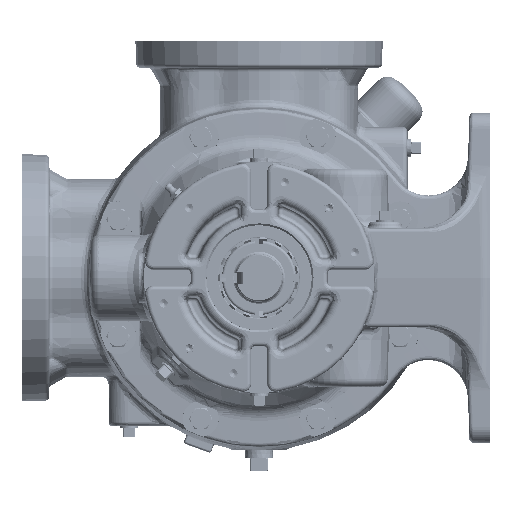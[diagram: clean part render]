
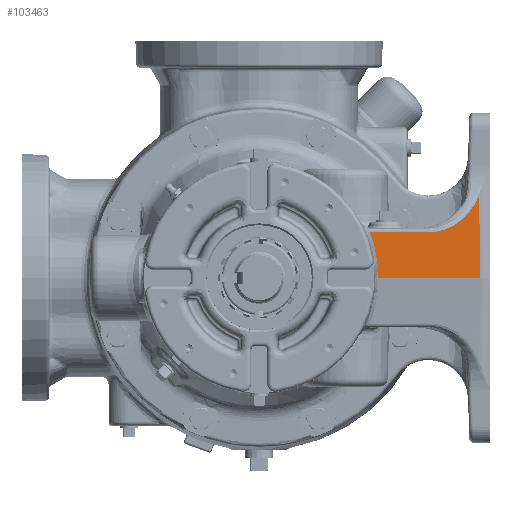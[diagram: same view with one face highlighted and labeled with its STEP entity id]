
A CAD part, left-side view. The second image highlights one B-rep face of the part: STEP entity #103463.
In plain terms, the highlighted planar face has unit normal (-0.642, -0.766, 0.035).
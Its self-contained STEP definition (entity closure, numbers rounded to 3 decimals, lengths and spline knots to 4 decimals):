
#1120 = ORIENTED_EDGE ( 'NONE', *, *, #183976, .T. ) ;
#7493 = CARTESIAN_POINT ( 'NONE',  ( -9.894, -3.3636, 1.3842 ) ) ;
#12269 = EDGE_CURVE ( 'NONE', #52296, #178148, #237479, .T. ) ;
#20586 = LINE ( 'NONE', #200293, #246620 ) ;
#27984 = CARTESIAN_POINT ( 'NONE',  ( -5.9831, -6.7083, 0. ) ) ;
#39397 = LINE ( 'NONE', #226335, #134711 ) ;
#49889 = CARTESIAN_POINT ( 'NONE',  ( -7.7607, -5.1537, 1.3842 ) ) ;
#52296 = VERTEX_POINT ( 'NONE', #27984 ) ;
#54389 = CARTESIAN_POINT ( 'NONE',  ( -9.667, -3.6172, 0. ) ) ;
#55936 = CARTESIAN_POINT ( 'NONE',  ( -9.667, -3.6172, 0. ) ) ;
#57145 =( BOUNDED_CURVE ( )  B_SPLINE_CURVE ( 3, ( #165780, #256301, #143493, #54389 ),
 .UNSPECIFIED., .F., .T. ) 
 B_SPLINE_CURVE_WITH_KNOTS ( ( 4, 4 ),
 ( 2.8291, 3.1828 ),
 .UNSPECIFIED. ) 
 CURVE ( )  GEOMETRIC_REPRESENTATION_ITEM ( )  RATIONAL_B_SPLINE_CURVE ( ( 1., 0.99, 0.99, 1. ) ) 
 REPRESENTATION_ITEM ( '' )  );
#76287 = FACE_OUTER_BOUND ( 'NONE', #264487, .T. ) ;
#78673 = DIRECTION ( 'NONE',  ( 0.035, 0.016, 0.999 ) ) ;
#84307 = ORIENTED_EDGE ( 'NONE', *, *, #266620, .T. ) ;
#85104 = CARTESIAN_POINT ( 'NONE',  ( -5.896, -6.6677, 2.4956 ) ) ;
#87453 = DIRECTION ( 'NONE',  ( 0.766, -0.643, 0. ) ) ;
#103463 = ADVANCED_FACE ( 'Defeatured_0_3925', ( #76287 ), #235117, .T. ) ;
#105927 = CARTESIAN_POINT ( 'NONE',  ( -6.962, -5.8238, 1.3842 ) ) ;
#127342 = EDGE_CURVE ( 'NONE', #234330, #203816, #57145, .T. ) ;
#134711 = VECTOR ( 'NONE', #248584, 39.3701 ) ;
#143493 = CARTESIAN_POINT ( 'NONE',  ( -9.6437, -3.6151, 0.474 ) ) ;
#148178 = ORIENTED_EDGE ( 'NONE', *, *, #12269, .T. ) ;
#158899 = VERTEX_POINT ( 'NONE', #49889 ) ;
#165780 = CARTESIAN_POINT ( 'NONE',  ( -9.894, -3.3636, 1.3842 ) ) ;
#168336 = CARTESIAN_POINT ( 'NONE',  ( -5.3907, -7.2054, 0. ) ) ;
#169223 = ORIENTED_EDGE ( 'NONE', *, *, #127342, .T. ) ;
#173274 = EDGE_CURVE ( 'NONE', #203816, #52296, #20586, .T. ) ;
#178148 = VERTEX_POINT ( 'NONE', #292158 ) ;
#183976 = EDGE_CURVE ( 'NONE', #158899, #234330, #39397, .T. ) ;
#200293 = CARTESIAN_POINT ( 'NONE',  ( -5.3907, -7.2054, 0. ) ) ;
#203816 = VERTEX_POINT ( 'NONE', #55936 ) ;
#209005 =( BOUNDED_CURVE ( )  B_SPLINE_CURVE ( 3, ( #85104, #242450, #105927, #285605 ),
 .UNSPECIFIED., .F., .F. ) 
 B_SPLINE_CURVE_WITH_KNOTS ( ( 4, 4 ),
 ( 3.5831, 4.6581 ),
 .UNSPECIFIED. ) 
 CURVE ( )  GEOMETRIC_REPRESENTATION_ITEM ( )  RATIONAL_B_SPLINE_CURVE ( ( 1., 0.906, 0.906, 1. ) ) 
 REPRESENTATION_ITEM ( '' )  );
#211416 = DIRECTION ( 'NONE',  ( 0.766, -0.643, 0. ) ) ;
#226335 = CARTESIAN_POINT ( 'NONE',  ( -5.3596, -7.1684, 1.3842 ) ) ;
#232225 = DIRECTION ( 'NONE',  ( -0.642, -0.766, 0.035 ) ) ;
#234330 = VERTEX_POINT ( 'NONE', #7493 ) ;
#235117 = PLANE ( 'NONE',  #247643 ) ;
#237479 = LINE ( 'NONE', #279170, #286400 ) ;
#242450 = CARTESIAN_POINT ( 'NONE',  ( -6.2759, -6.3809, 1.7931 ) ) ;
#246620 = VECTOR ( 'NONE', #87453, 39.3701 ) ;
#247643 = AXIS2_PLACEMENT_3D ( 'NONE', #168336, #232225, #211416 ) ;
#248584 = DIRECTION ( 'NONE',  ( -0.766, 0.643, 0. ) ) ;
#256301 = CARTESIAN_POINT ( 'NONE',  ( -9.7202, -3.5297, 0.9402 ) ) ;
#264487 = EDGE_LOOP ( 'NONE', ( #1120, #169223, #283468, #148178, #84307 ) ) ;
#266620 = EDGE_CURVE ( 'NONE', #178148, #158899, #209005, .T. ) ;
#279170 = CARTESIAN_POINT ( 'NONE',  ( -5.8632, -6.6524, 3.434 ) ) ;
#283468 = ORIENTED_EDGE ( 'NONE', *, *, #173274, .T. ) ;
#285605 = CARTESIAN_POINT ( 'NONE',  ( -7.7607, -5.1537, 1.3842 ) ) ;
#286400 = VECTOR ( 'NONE', #78673, 39.3701 ) ;
#292158 = CARTESIAN_POINT ( 'NONE',  ( -5.896, -6.6677, 2.4956 ) ) ;
